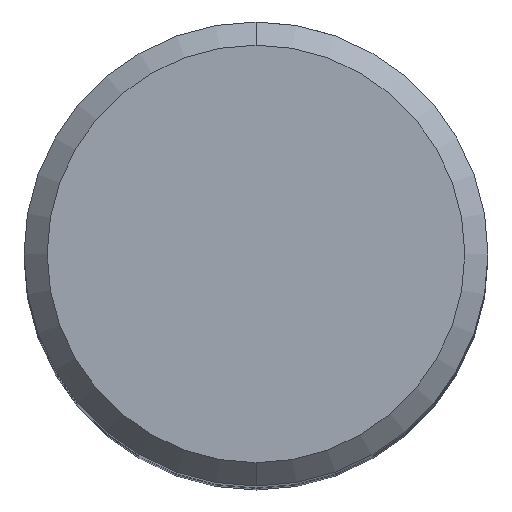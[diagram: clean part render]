
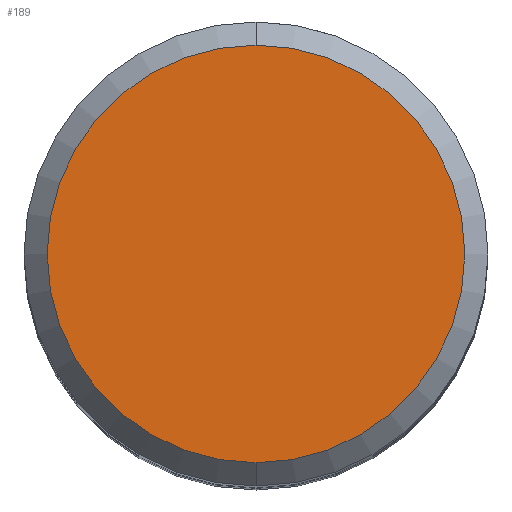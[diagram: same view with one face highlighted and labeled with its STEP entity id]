
A CAD part, top view. The second image highlights one B-rep face of the part: STEP entity #189.
In plain terms, the highlighted planar face has unit normal (0, 0, 1).
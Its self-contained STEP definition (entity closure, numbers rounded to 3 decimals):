
#189=ADVANCED_FACE('',(#491),#492,.T.);
#219=VERTEX_POINT('',#527);
#239=EDGE_CURVE('',#219,#259,#549,.T.);
#259=VERTEX_POINT('',#573);
#283=EDGE_CURVE('',#259,#219,#599,.T.);
#491=FACE_OUTER_BOUND('',#827,.T.);
#492=PLANE('',#828);
#527=CARTESIAN_POINT('',(0.0,9.0,0.0));
#549=CIRCLE('',#947,9.0);
#573=CARTESIAN_POINT('',(0.,-9.0,0.0));
#599=CIRCLE('',#1054,9.0);
#827=EDGE_LOOP('',(#1612,#1613));
#828=AXIS2_PLACEMENT_3D('',#1614,#1615,#1616);
#947=AXIS2_PLACEMENT_3D('',#1687,#1688,#1689);
#1054=AXIS2_PLACEMENT_3D('',#1737,#1738,#1739);
#1612=ORIENTED_EDGE('',*,*,#239,.F.);
#1613=ORIENTED_EDGE('',*,*,#283,.F.);
#1614=CARTESIAN_POINT('',(0.0,4.5,0.0));
#1615=DIRECTION('',(-0.0,0.0,1.0));
#1616=DIRECTION('',(0.0,-1.0,0.0));
#1687=CARTESIAN_POINT('',(0.0,0.0,0.0));
#1688=DIRECTION('',(0.0,0.0,-1.0));
#1689=DIRECTION('',(0.0,1.0,0.0));
#1737=CARTESIAN_POINT('',(0.0,0.0,0.0));
#1738=DIRECTION('',(0.0,0.0,-1.0));
#1739=DIRECTION('',(0.0,1.0,0.0));
